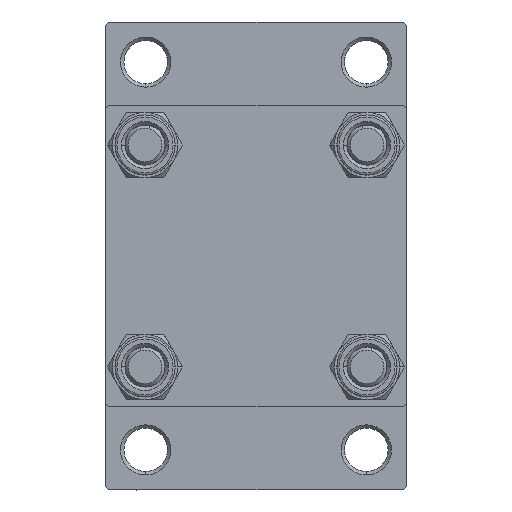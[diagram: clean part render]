
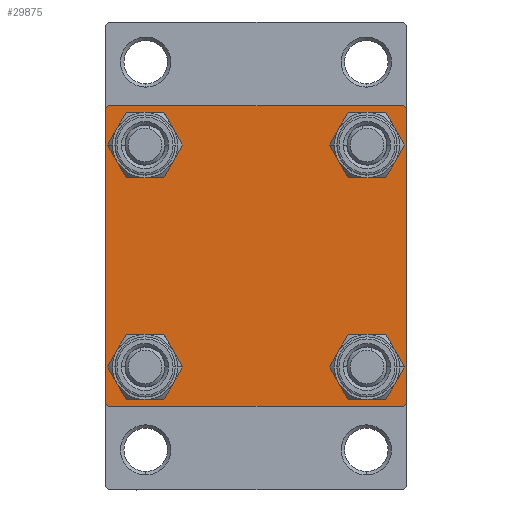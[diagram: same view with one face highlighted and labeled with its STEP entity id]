
A CAD part, left-side view. The second image highlights one B-rep face of the part: STEP entity #29875.
In plain terms, the highlighted planar face has unit normal (-1, 0, 0).
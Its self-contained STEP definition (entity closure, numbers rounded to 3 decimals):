
#225 = EDGE_CURVE ( 'NONE', #825, #4265, #37685, .T. ) ;
#332 = CARTESIAN_POINT ( 'NONE',  ( 0., 16.6, 20.1 ) ) ;
#382 = CARTESIAN_POINT ( 'NONE',  ( 0., -16.6, -20.1 ) ) ;
#463 = LINE ( 'NONE', #8149, #9715 ) ;
#741 = AXIS2_PLACEMENT_3D ( 'NONE', #32288, #46961, #2674 ) ;
#805 = AXIS2_PLACEMENT_3D ( 'NONE', #1947, #45299, #16646 ) ;
#825 = VERTEX_POINT ( 'NONE', #4850 ) ;
#1101 = CARTESIAN_POINT ( 'NONE',  ( 0., -22.5, -22. ) ) ;
#1104 = LINE ( 'NONE', #15803, #41071 ) ;
#1400 = VERTEX_POINT ( 'NONE', #35966 ) ;
#1917 = CIRCLE ( 'NONE', #32682, 3.5 ) ;
#1947 = CARTESIAN_POINT ( 'NONE',  ( 0., -16.6, -16.6 ) ) ;
#2069 = ORIENTED_EDGE ( 'NONE', *, *, #46280, .T. ) ;
#2674 = DIRECTION ( 'NONE',  ( 0., 0., 1. ) ) ;
#2797 = EDGE_CURVE ( 'NONE', #25681, #11551, #22301, .T. ) ;
#2951 = CARTESIAN_POINT ( 'NONE',  ( 0., 22., 22.5 ) ) ;
#3307 = VERTEX_POINT ( 'NONE', #12575 ) ;
#3429 = ORIENTED_EDGE ( 'NONE', *, *, #7224, .T. ) ;
#3834 = DIRECTION ( 'NONE',  ( 1., 0., 0. ) ) ;
#4047 = LINE ( 'NONE', #4284, #27023 ) ;
#4104 = FACE_BOUND ( 'NONE', #44765, .T. ) ;
#4265 = VERTEX_POINT ( 'NONE', #1101 ) ;
#4284 = CARTESIAN_POINT ( 'NONE',  ( 0., -22.25, -22.25 ) ) ;
#4610 = ORIENTED_EDGE ( 'NONE', *, *, #225, .F. ) ;
#4668 = CIRCLE ( 'NONE', #22355, 3.5 ) ;
#4672 = DIRECTION ( 'NONE',  ( 0., 0., -1. ) ) ;
#4850 = CARTESIAN_POINT ( 'NONE',  ( 0., -22.5, 22. ) ) ;
#4893 = EDGE_CURVE ( 'NONE', #22153, #15526, #21363, .T. ) ;
#5141 = CARTESIAN_POINT ( 'NONE',  ( 0., -22.5, 22.5 ) ) ;
#5320 = EDGE_LOOP ( 'NONE', ( #39931, #18912 ) ) ;
#5796 = ORIENTED_EDGE ( 'NONE', *, *, #28236, .T. ) ;
#6306 = CIRCLE ( 'NONE', #14777, 3.5 ) ;
#6457 = DIRECTION ( 'NONE',  ( 1., 0., 0. ) ) ;
#6470 = CARTESIAN_POINT ( 'NONE',  ( 0., 16.6, -13.1 ) ) ;
#6612 = DIRECTION ( 'NONE',  ( 1., 0., 0. ) ) ;
#6918 = AXIS2_PLACEMENT_3D ( 'NONE', #24778, #6457, #9619 ) ;
#6998 = DIRECTION ( 'NONE',  ( 0., 0., 1. ) ) ;
#7215 = EDGE_CURVE ( 'NONE', #25416, #3307, #12204, .T. ) ;
#7224 = EDGE_CURVE ( 'NONE', #27956, #43630, #1917, .T. ) ;
#7230 = DIRECTION ( 'NONE',  ( -1., 0., 0. ) ) ;
#8149 = CARTESIAN_POINT ( 'NONE',  ( 0., 22.5, -22.5 ) ) ;
#8593 = DIRECTION ( 'NONE',  ( 0., 0.707, -0.707 ) ) ;
#9619 = DIRECTION ( 'NONE',  ( 0., 0., 1. ) ) ;
#9715 = VECTOR ( 'NONE', #37549, 1000. ) ;
#9738 = CARTESIAN_POINT ( 'NONE',  ( 0., -16.6, 13.1 ) ) ;
#9858 = ORIENTED_EDGE ( 'NONE', *, *, #2797, .T. ) ;
#11551 = VERTEX_POINT ( 'NONE', #9738 ) ;
#12171 = DIRECTION ( 'NONE',  ( 0., 0., -1. ) ) ;
#12204 = LINE ( 'NONE', #26186, #16546 ) ;
#12575 = CARTESIAN_POINT ( 'NONE',  ( 0., 22.5, 22. ) ) ;
#13548 = VERTEX_POINT ( 'NONE', #42060 ) ;
#14187 = ORIENTED_EDGE ( 'NONE', *, *, #46662, .T. ) ;
#14425 = ORIENTED_EDGE ( 'NONE', *, *, #36286, .T. ) ;
#14426 = EDGE_CURVE ( 'NONE', #15526, #40166, #463, .T. ) ;
#14714 = FACE_OUTER_BOUND ( 'NONE', #18607, .T. ) ;
#14777 = AXIS2_PLACEMENT_3D ( 'NONE', #22147, #3834, #32503 ) ;
#14989 = ORIENTED_EDGE ( 'NONE', *, *, #7215, .T. ) ;
#15526 = VERTEX_POINT ( 'NONE', #25046 ) ;
#15803 = CARTESIAN_POINT ( 'NONE',  ( 0., 22.5, 22.5 ) ) ;
#16528 = LINE ( 'NONE', #35065, #38664 ) ;
#16546 = VECTOR ( 'NONE', #8593, 1000. ) ;
#16646 = DIRECTION ( 'NONE',  ( 0., 0., 1. ) ) ;
#17294 = CIRCLE ( 'NONE', #44194, 3.5 ) ;
#17659 = CARTESIAN_POINT ( 'NONE',  ( 0., 16.6, 16.6 ) ) ;
#17855 = PLANE ( 'NONE',  #26273 ) ;
#18028 = LINE ( 'NONE', #32723, #32544 ) ;
#18319 = CARTESIAN_POINT ( 'NONE',  ( 0., 0., 0. ) ) ;
#18607 = EDGE_LOOP ( 'NONE', ( #39721, #43475, #45235, #39268, #4610, #35518, #38620, #14989 ) ) ;
#18740 = DIRECTION ( 'NONE',  ( 0., -0.707, 0.707 ) ) ;
#18802 = FACE_BOUND ( 'NONE', #19959, .T. ) ;
#18912 = ORIENTED_EDGE ( 'NONE', *, *, #21347, .T. ) ;
#19203 = DIRECTION ( 'NONE',  ( 1., 0., 0. ) ) ;
#19959 = EDGE_LOOP ( 'NONE', ( #2069, #14187 ) ) ;
#20606 = DIRECTION ( 'NONE',  ( 0., 0.707, 0.707 ) ) ;
#21140 = AXIS2_PLACEMENT_3D ( 'NONE', #17659, #39586, #35500 ) ;
#21347 = EDGE_CURVE ( 'NONE', #13548, #31448, #21509, .T. ) ;
#21363 = LINE ( 'NONE', #32435, #31936 ) ;
#21509 = CIRCLE ( 'NONE', #741, 3.5 ) ;
#21557 = DIRECTION ( 'NONE',  ( 0., 0., 1. ) ) ;
#21888 = DIRECTION ( 'NONE',  ( 0., -1., 0. ) ) ;
#22147 = CARTESIAN_POINT ( 'NONE',  ( 0., 16.6, -16.6 ) ) ;
#22153 = VERTEX_POINT ( 'NONE', #34499 ) ;
#22179 = FACE_BOUND ( 'NONE', #22992, .T. ) ;
#22301 = CIRCLE ( 'NONE', #6918, 3.5 ) ;
#22355 = AXIS2_PLACEMENT_3D ( 'NONE', #47293, #6612, #21557 ) ;
#22992 = EDGE_LOOP ( 'NONE', ( #9858, #14425 ) ) ;
#23064 = CARTESIAN_POINT ( 'NONE',  ( 0., 16.6, 16.6 ) ) ;
#23130 = CIRCLE ( 'NONE', #805, 3.5 ) ;
#24778 = CARTESIAN_POINT ( 'NONE',  ( 0., -16.6, 16.6 ) ) ;
#25046 = CARTESIAN_POINT ( 'NONE',  ( 0., 22., -22.5 ) ) ;
#25304 = FACE_BOUND ( 'NONE', #5320, .T. ) ;
#25416 = VERTEX_POINT ( 'NONE', #2951 ) ;
#25681 = VERTEX_POINT ( 'NONE', #43251 ) ;
#26186 = CARTESIAN_POINT ( 'NONE',  ( 0., 22.25, 22.25 ) ) ;
#26273 = AXIS2_PLACEMENT_3D ( 'NONE', #18319, #7230, #6998 ) ;
#26899 = DIRECTION ( 'NONE',  ( 0., 0., 1. ) ) ;
#27023 = VECTOR ( 'NONE', #18740, 1000. ) ;
#27847 = VERTEX_POINT ( 'NONE', #332 ) ;
#27956 = VERTEX_POINT ( 'NONE', #34763 ) ;
#28236 = EDGE_CURVE ( 'NONE', #43630, #27956, #23130, .T. ) ;
#29875 = ADVANCED_FACE ( 'NONE', ( #22179, #4104, #25304, #18802, #14714 ), #17855, .T. ) ;
#31448 = VERTEX_POINT ( 'NONE', #6470 ) ;
#31936 = VECTOR ( 'NONE', #43031, 1000. ) ;
#32288 = CARTESIAN_POINT ( 'NONE',  ( 0., 16.6, -16.6 ) ) ;
#32435 = CARTESIAN_POINT ( 'NONE',  ( 0., 22.25, -22.25 ) ) ;
#32503 = DIRECTION ( 'NONE',  ( 0., 0., 1. ) ) ;
#32544 = VECTOR ( 'NONE', #21888, 1000. ) ;
#32682 = AXIS2_PLACEMENT_3D ( 'NONE', #44971, #19203, #26899 ) ;
#32723 = CARTESIAN_POINT ( 'NONE',  ( 0., 22.5, 22.5 ) ) ;
#32817 = EDGE_CURVE ( 'NONE', #825, #44840, #16528, .T. ) ;
#33225 = CARTESIAN_POINT ( 'NONE',  ( 0., -22., -22.5 ) ) ;
#33449 = CIRCLE ( 'NONE', #21140, 3.5 ) ;
#34499 = CARTESIAN_POINT ( 'NONE',  ( 0., 22.5, -22. ) ) ;
#34763 = CARTESIAN_POINT ( 'NONE',  ( 0., -16.6, -13.1 ) ) ;
#35065 = CARTESIAN_POINT ( 'NONE',  ( 0., -22.25, 22.25 ) ) ;
#35500 = DIRECTION ( 'NONE',  ( 0., 0., 1. ) ) ;
#35518 = ORIENTED_EDGE ( 'NONE', *, *, #32817, .T. ) ;
#35966 = CARTESIAN_POINT ( 'NONE',  ( 0., 16.6, 13.1 ) ) ;
#36286 = EDGE_CURVE ( 'NONE', #11551, #25681, #4668, .T. ) ;
#37549 = DIRECTION ( 'NONE',  ( 0., -1., 0. ) ) ;
#37685 = LINE ( 'NONE', #5141, #42316 ) ;
#38100 = EDGE_CURVE ( 'NONE', #40166, #4265, #4047, .T. ) ;
#38620 = ORIENTED_EDGE ( 'NONE', *, *, #43280, .F. ) ;
#38664 = VECTOR ( 'NONE', #20606, 1000. ) ;
#39268 = ORIENTED_EDGE ( 'NONE', *, *, #38100, .T. ) ;
#39586 = DIRECTION ( 'NONE',  ( 1., 0., 0. ) ) ;
#39721 = ORIENTED_EDGE ( 'NONE', *, *, #44600, .T. ) ;
#39931 = ORIENTED_EDGE ( 'NONE', *, *, #40161, .T. ) ;
#40161 = EDGE_CURVE ( 'NONE', #31448, #13548, #6306, .T. ) ;
#40166 = VERTEX_POINT ( 'NONE', #33225 ) ;
#40878 = DIRECTION ( 'NONE',  ( 0., 0., 1. ) ) ;
#41071 = VECTOR ( 'NONE', #12171, 1000. ) ;
#42060 = CARTESIAN_POINT ( 'NONE',  ( 0., 16.6, -20.1 ) ) ;
#42195 = CARTESIAN_POINT ( 'NONE',  ( 0., -22., 22.5 ) ) ;
#42316 = VECTOR ( 'NONE', #4672, 1000. ) ;
#43031 = DIRECTION ( 'NONE',  ( 0., -0.707, -0.707 ) ) ;
#43251 = CARTESIAN_POINT ( 'NONE',  ( 0., -16.6, 20.1 ) ) ;
#43280 = EDGE_CURVE ( 'NONE', #25416, #44840, #18028, .T. ) ;
#43475 = ORIENTED_EDGE ( 'NONE', *, *, #4893, .T. ) ;
#43630 = VERTEX_POINT ( 'NONE', #382 ) ;
#44194 = AXIS2_PLACEMENT_3D ( 'NONE', #23064, #44974, #40878 ) ;
#44600 = EDGE_CURVE ( 'NONE', #3307, #22153, #1104, .T. ) ;
#44765 = EDGE_LOOP ( 'NONE', ( #3429, #5796 ) ) ;
#44840 = VERTEX_POINT ( 'NONE', #42195 ) ;
#44971 = CARTESIAN_POINT ( 'NONE',  ( 0., -16.6, -16.6 ) ) ;
#44974 = DIRECTION ( 'NONE',  ( 1., 0., 0. ) ) ;
#45235 = ORIENTED_EDGE ( 'NONE', *, *, #14426, .T. ) ;
#45299 = DIRECTION ( 'NONE',  ( 1., 0., 0. ) ) ;
#46280 = EDGE_CURVE ( 'NONE', #27847, #1400, #17294, .T. ) ;
#46662 = EDGE_CURVE ( 'NONE', #1400, #27847, #33449, .T. ) ;
#46961 = DIRECTION ( 'NONE',  ( 1., 0., 0. ) ) ;
#47293 = CARTESIAN_POINT ( 'NONE',  ( 0., -16.6, 16.6 ) ) ;
